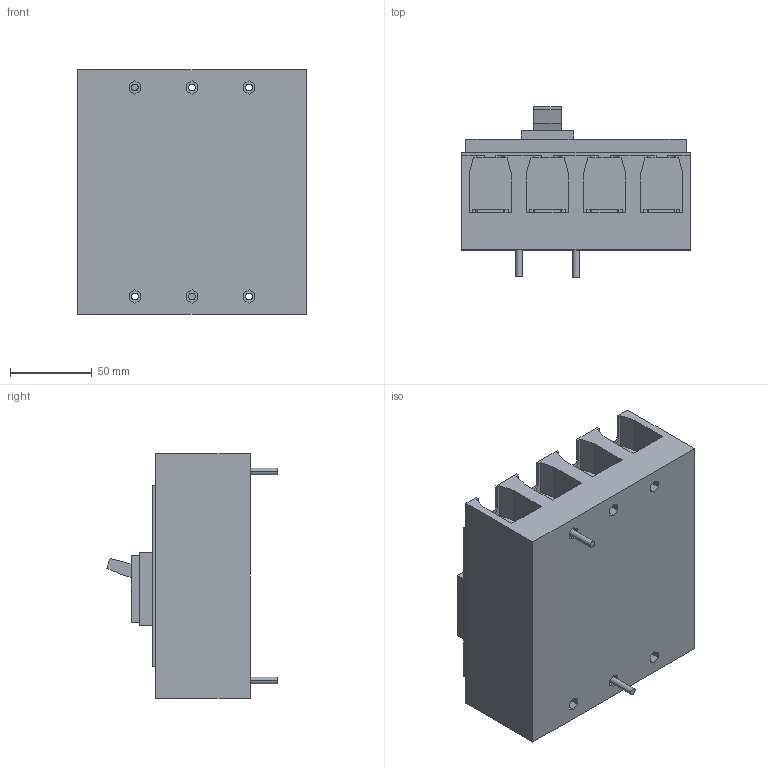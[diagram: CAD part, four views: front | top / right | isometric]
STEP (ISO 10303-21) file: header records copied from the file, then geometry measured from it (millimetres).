
FILE_DESCRIPTION(('CATIA V5 STEP Exchange'),'2;1');
FILE_NAME('1SDH001294R0117_1PA_001_00_A2_4p_F.stp','2014-12-04T15:43:42+00:00',('none'),('none'),'CATIA Version 5 Release 20 SP 1 (IN-10)','CATIA V5 STEP AP214','none');
FILE_SCHEMA(('AUTOMOTIVE_DESIGN { 1 0 10303 214 1 1 1 1 }'));
Length unit declared in the file: millimetre
Products named in the file (1): 1SDH001294R0117_1PA_001_00_A2_4p_F
Bounding box: 140 x 104.33 x 150 mm (x, y, z)
Volume: 1153006 mm3; surface area: 105412.8 mm2
Topology: 1 solids, 1 shells, 381 faces, 1038 edges, 696 vertices
Faces by surface type: plane 293, cylinder 88
Entity records: 12641 total; most frequent: ORIENTED_EDGE 2076, CARTESIAN_POINT 1955, DIRECTION 1478, EDGE_CURVE 1038, VECTOR 862, LINE 862, VERTEX_POINT 696, EDGE_LOOP 426
